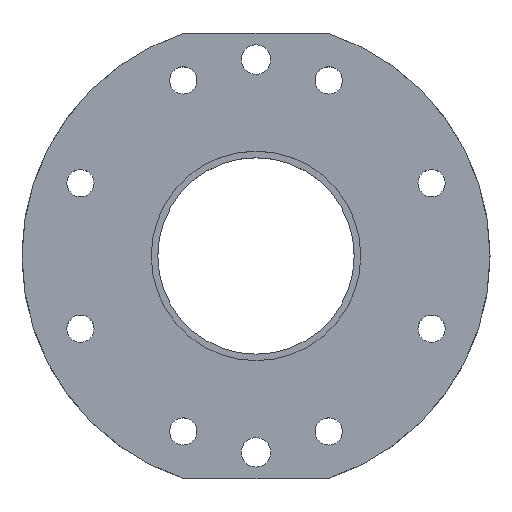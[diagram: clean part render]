
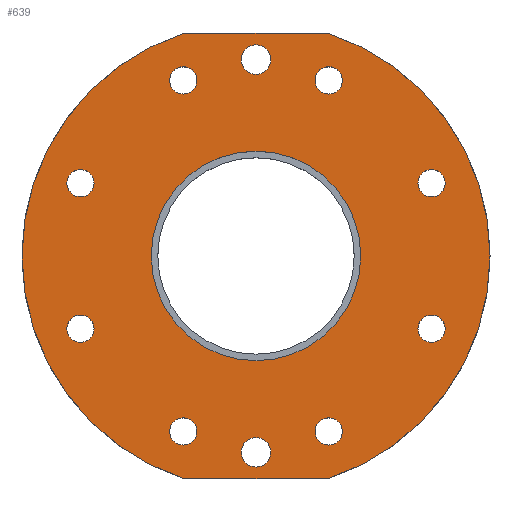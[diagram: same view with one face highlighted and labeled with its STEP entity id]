
A CAD part, top view. The second image highlights one B-rep face of the part: STEP entity #639.
In plain terms, the highlighted planar face has unit normal (0, 0, 1).
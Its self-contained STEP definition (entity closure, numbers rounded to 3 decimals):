
#75=CARTESIAN_POINT('POINT9',(-0.141,1.875,0.));
#76=VERTEX_POINT('VERTEX9',#75);
#85=CARTESIAN_POINT('POINT11',(0.141,1.875,0.));
#86=VERTEX_POINT('VERTEX11',#85);
#87=CARTESIAN_POINT('POS8',(0.,1.875,0.));
#88=DIRECTION('DIR14',(0.,0.,-1.));
#89=DIRECTION('DIR15',(1.,0.,0.));
#90=AXIS2_PLACEMENT_3D('AXIS7',#87,#88,#89);
#91=CIRCLE('ELLIPSE5',#90,0.141);
#92=EDGE_CURVE('EDGE10',#86,#76,#91,.T.);
#121=EDGE_CURVE('EDGE14',#76,#86,#91,.T.);
#126=CARTESIAN_POINT('POINT13',(-0.141,-1.875,0.));
#127=VERTEX_POINT('VERTEX13',#126);
#136=CARTESIAN_POINT('POINT15',(0.141,-1.875,0.));
#137=VERTEX_POINT('VERTEX15',#136);
#138=CARTESIAN_POINT('POS13',(0.,-1.875,0.));
#139=DIRECTION('DIR22',(0.,0.,-1.));
#140=DIRECTION('DIR23',(1.,0.,0.));
#141=AXIS2_PLACEMENT_3D('AXIS10',#138,#139,#140);
#142=CIRCLE('ELLIPSE7',#141,0.141);
#143=EDGE_CURVE('EDGE16',#137,#127,#142,.T.);
#172=EDGE_CURVE('EDGE20',#127,#137,#142,.T.);
#177=CARTESIAN_POINT('POINT17',(-1.,0.,0.
   ));
#178=VERTEX_POINT('VERTEX17',#177);
#187=CARTESIAN_POINT('POINT19',(1.,0.,0.));
#188=VERTEX_POINT('VERTEX19',#187);
#189=CARTESIAN_POINT('POS18',(0.,0.,0.));
#190=DIRECTION('DIR30',(0.,0.,1.));
#191=DIRECTION('DIR31',(1.,0.,0.));
#192=AXIS2_PLACEMENT_3D('AXIS13',#189,#190,#191);
#193=CIRCLE('ELLIPSE9',#192,1.);
#194=EDGE_CURVE('EDGE22',#178,#188,#193,.T.);
#223=EDGE_CURVE('EDGE26',#188,#178,#193,.T.);
#458=ORIENTED_EDGE('COEDGE77',*,*,#223,.F.);
#459=ORIENTED_EDGE('COEDGE78',*,*,#194,.F.);
#460=EDGE_LOOP('NONE',(#458,#459));
#461=FACE_BOUND('LOOP1',#460,.T.);
#462=CARTESIAN_POINT('POINT35',(0.564,
   -1.676,0.));
#463=VERTEX_POINT('VERTEX35',#462);
#464=CARTESIAN_POINT('POINT36',(0.824,
   -1.676,0.));
#465=VERTEX_POINT('VERTEX36',#464);
#466=CARTESIAN_POINT('POS43',(0.694,
   -1.676,0.));
#467=DIRECTION('DIR71',(0.,0.,-1.));
#468=DIRECTION('DIR72',(1.,0.,0.));
#469=AXIS2_PLACEMENT_3D('AXIS29',#466,#467,#468);
#470=CIRCLE('ELLIPSE18',#469,0.13);
#471=EDGE_CURVE('EDGE49',#463,#465,#470,.T.);
#472=ORIENTED_EDGE('COEDGE79',*,*,#471,.T.);
#473=EDGE_CURVE('EDGE50',#465,#463,#470,.T.);
#474=ORIENTED_EDGE('COEDGE80',*,*,#473,.T.);
#475=EDGE_LOOP('NONE',(#472,#474));
#476=FACE_BOUND('LOOP1',#475,.T.);
#477=CARTESIAN_POINT('POINT37',(-0.824,
   -1.676,0.));
#478=VERTEX_POINT('VERTEX37',#477);
#479=CARTESIAN_POINT('POINT38',(-0.564,
   -1.676,0.));
#480=VERTEX_POINT('VERTEX38',#479);
#481=CARTESIAN_POINT('POS44',(-0.694,
   -1.676,0.));
#482=DIRECTION('DIR73',(0.,0.,-1.));
#483=DIRECTION('DIR74',(1.,0.,0.));
#484=AXIS2_PLACEMENT_3D('AXIS30',#481,#482,#483);
#485=CIRCLE('ELLIPSE19',#484,0.13);
#486=EDGE_CURVE('EDGE51',#478,#480,#485,.T.);
#487=ORIENTED_EDGE('COEDGE81',*,*,#486,.T.);
#488=EDGE_CURVE('EDGE52',#480,#478,#485,.T.);
#489=ORIENTED_EDGE('COEDGE82',*,*,#488,.T.);
#490=EDGE_LOOP('NONE',(#487,#489));
#491=FACE_BOUND('LOOP1',#490,.T.);
#492=CARTESIAN_POINT('POINT39',(-1.806,
   -0.694,0.));
#493=VERTEX_POINT('VERTEX39',#492);
#494=CARTESIAN_POINT('POINT40',(-1.546,
   -0.694,0.));
#495=VERTEX_POINT('VERTEX40',#494);
#496=CARTESIAN_POINT('POS45',(-1.676,
   -0.694,0.));
#497=DIRECTION('DIR75',(0.,0.,-1.));
#498=DIRECTION('DIR76',(1.,0.,0.));
#499=AXIS2_PLACEMENT_3D('AXIS31',#496,#497,#498);
#500=CIRCLE('ELLIPSE20',#499,0.13);
#501=EDGE_CURVE('EDGE53',#493,#495,#500,.T.);
#502=ORIENTED_EDGE('COEDGE83',*,*,#501,.T.);
#503=EDGE_CURVE('EDGE54',#495,#493,#500,.T.);
#504=ORIENTED_EDGE('COEDGE84',*,*,#503,.T.);
#505=EDGE_LOOP('NONE',(#502,#504));
#506=FACE_BOUND('LOOP1',#505,.T.);
#507=CARTESIAN_POINT('POINT41',(-1.806,
   0.694,0.));
#508=VERTEX_POINT('VERTEX41',#507);
#509=CARTESIAN_POINT('POINT42',(-1.546,
   0.694,0.));
#510=VERTEX_POINT('VERTEX42',#509);
#511=CARTESIAN_POINT('POS46',(-1.676,
   0.694,0.));
#512=DIRECTION('DIR77',(0.,0.,-1.));
#513=DIRECTION('DIR78',(1.,0.,0.));
#514=AXIS2_PLACEMENT_3D('AXIS32',#511,#512,#513);
#515=CIRCLE('ELLIPSE21',#514,0.13);
#516=EDGE_CURVE('EDGE55',#508,#510,#515,.T.);
#517=ORIENTED_EDGE('COEDGE85',*,*,#516,.T.);
#518=EDGE_CURVE('EDGE56',#510,#508,#515,.T.);
#519=ORIENTED_EDGE('COEDGE86',*,*,#518,.T.);
#520=EDGE_LOOP('NONE',(#517,#519));
#521=FACE_BOUND('LOOP1',#520,.T.);
#522=CARTESIAN_POINT('POINT43',(-0.824,
   1.676,0.));
#523=VERTEX_POINT('VERTEX43',#522);
#524=CARTESIAN_POINT('POINT44',(-0.564,
   1.676,0.));
#525=VERTEX_POINT('VERTEX44',#524);
#526=CARTESIAN_POINT('POS47',(-0.694,
   1.676,0.));
#527=DIRECTION('DIR79',(0.,0.,-1.));
#528=DIRECTION('DIR80',(1.,0.,0.));
#529=AXIS2_PLACEMENT_3D('AXIS33',#526,#527,#528);
#530=CIRCLE('ELLIPSE22',#529,0.13);
#531=EDGE_CURVE('EDGE57',#523,#525,#530,.T.);
#532=ORIENTED_EDGE('COEDGE87',*,*,#531,.T.);
#533=EDGE_CURVE('EDGE58',#525,#523,#530,.T.);
#534=ORIENTED_EDGE('COEDGE88',*,*,#533,.T.);
#535=EDGE_LOOP('NONE',(#532,#534));
#536=FACE_BOUND('LOOP1',#535,.T.);
#537=CARTESIAN_POINT('POINT45',(0.564,
   1.676,0.));
#538=VERTEX_POINT('VERTEX45',#537);
#539=CARTESIAN_POINT('POINT46',(0.824,
   1.676,0.));
#540=VERTEX_POINT('VERTEX46',#539);
#541=CARTESIAN_POINT('POS48',(0.694,
   1.676,0.));
#542=DIRECTION('DIR81',(0.,0.,-1.));
#543=DIRECTION('DIR82',(1.,0.,0.));
#544=AXIS2_PLACEMENT_3D('AXIS34',#541,#542,#543);
#545=CIRCLE('ELLIPSE23',#544,0.13);
#546=EDGE_CURVE('EDGE59',#538,#540,#545,.T.);
#547=ORIENTED_EDGE('COEDGE89',*,*,#546,.T.);
#548=EDGE_CURVE('EDGE60',#540,#538,#545,.T.);
#549=ORIENTED_EDGE('COEDGE90',*,*,#548,.T.);
#550=EDGE_LOOP('NONE',(#547,#549));
#551=FACE_BOUND('LOOP1',#550,.T.);
#552=CARTESIAN_POINT('POINT47',(1.546,
   0.694,0.));
#553=VERTEX_POINT('VERTEX47',#552);
#554=CARTESIAN_POINT('POINT48',(1.806,
   0.694,0.));
#555=VERTEX_POINT('VERTEX48',#554);
#556=CARTESIAN_POINT('POS49',(1.676,
   0.694,0.));
#557=DIRECTION('DIR83',(0.,0.,-1.));
#558=DIRECTION('DIR84',(1.,0.,0.));
#559=AXIS2_PLACEMENT_3D('AXIS35',#556,#557,#558);
#560=CIRCLE('ELLIPSE24',#559,0.13);
#561=EDGE_CURVE('EDGE61',#553,#555,#560,.T.);
#562=ORIENTED_EDGE('COEDGE91',*,*,#561,.T.);
#563=EDGE_CURVE('EDGE62',#555,#553,#560,.T.);
#564=ORIENTED_EDGE('COEDGE92',*,*,#563,.T.);
#565=EDGE_LOOP('NONE',(#562,#564));
#566=FACE_BOUND('LOOP1',#565,.T.);
#567=CARTESIAN_POINT('POINT49',(1.546,
   -0.694,0.));
#568=VERTEX_POINT('VERTEX49',#567);
#569=CARTESIAN_POINT('POINT50',(1.806,
   -0.694,0.));
#570=VERTEX_POINT('VERTEX50',#569);
#571=CARTESIAN_POINT('POS50',(1.676,
   -0.694,0.));
#572=DIRECTION('DIR85',(0.,0.,-1.));
#573=DIRECTION('DIR86',(1.,0.,0.));
#574=AXIS2_PLACEMENT_3D('AXIS36',#571,#572,#573);
#575=CIRCLE('ELLIPSE25',#574,0.13);
#576=EDGE_CURVE('EDGE63',#568,#570,#575,.T.);
#577=ORIENTED_EDGE('COEDGE93',*,*,#576,.T.);
#578=EDGE_CURVE('EDGE64',#570,#568,#575,.T.);
#579=ORIENTED_EDGE('COEDGE94',*,*,#578,.T.);
#580=EDGE_LOOP('NONE',(#577,#579));
#581=FACE_BOUND('LOOP1',#580,.T.);
#582=CARTESIAN_POINT('POINT51',(-0.689,-2.125,
   0.));
#583=VERTEX_POINT('VERTEX51',#582);
#584=CARTESIAN_POINT('POINT52',(0.689,-2.125,0.
   ));
#585=VERTEX_POINT('VERTEX52',#584);
#586=CARTESIAN_POINT('POS51',(0.689,-2.125,0.))
   ;
#587=DIRECTION('DIR87',(1.,0.,0.));
#588=VECTOR('VEC15',#587,1.);
#589=LINE('STRAIGHT15',#586,#588);
#590=EDGE_CURVE('EDGE65',#583,#585,#589,.T.);
#591=ORIENTED_EDGE('COEDGE95',*,*,#590,.T.);
#592=CARTESIAN_POINT('POINT53',(2.234,0.,
   0.));
#593=VERTEX_POINT('VERTEX53',#592);
#594=CARTESIAN_POINT('POS52',(0.,0.,0.));
#595=DIRECTION('DIR88',(0.,0.,-1.));
#596=DIRECTION('DIR89',(0.309,-0.951,
   0.));
#597=AXIS2_PLACEMENT_3D('AXIS37',#594,#595,#596);
#598=CIRCLE('ELLIPSE26',#597,2.234);
#599=EDGE_CURVE('EDGE66',#593,#585,#598,.T.);
#600=ORIENTED_EDGE('COEDGE96',*,*,#599,.F.);
#601=CARTESIAN_POINT('POINT54',(0.689,2.125,
   0.));
#602=VERTEX_POINT('VERTEX54',#601);
#603=EDGE_CURVE('EDGE67',#602,#593,#598,.T.);
#604=ORIENTED_EDGE('COEDGE97',*,*,#603,.F.);
#605=CARTESIAN_POINT('POINT55',(-0.689,2.125,
   0.));
#606=VERTEX_POINT('VERTEX55',#605);
#607=CARTESIAN_POINT('POS53',(-0.689,2.125,0.
   ));
#608=DIRECTION('DIR90',(-1.,0.,0.));
#609=VECTOR('VEC16',#608,1.);
#610=LINE('STRAIGHT16',#607,#609);
#611=EDGE_CURVE('EDGE68',#602,#606,#610,.T.);
#612=ORIENTED_EDGE('COEDGE98',*,*,#611,.T.);
#613=CARTESIAN_POINT('POINT56',(-2.234,0.,
   0.));
#614=VERTEX_POINT('VERTEX56',#613);
#615=CARTESIAN_POINT('POS54',(0.,0.,0.));
#616=DIRECTION('DIR91',(0.,0.,-1.));
#617=DIRECTION('DIR92',(-0.309,0.951,
   0.));
#618=AXIS2_PLACEMENT_3D('AXIS38',#615,#616,#617);
#619=CIRCLE('ELLIPSE27',#618,2.234);
#620=EDGE_CURVE('EDGE69',#614,#606,#619,.T.);
#621=ORIENTED_EDGE('COEDGE99',*,*,#620,.F.);
#622=EDGE_CURVE('EDGE70',#583,#614,#619,.T.);
#623=ORIENTED_EDGE('COEDGE100',*,*,#622,.F.);
#624=EDGE_LOOP('NONE',(#591,#600,#604,#612,#621,#623));
#625=FACE_BOUND('LOOP1',#624,.T.);
#626=ORIENTED_EDGE('COEDGE101',*,*,#172,.T.);
#627=ORIENTED_EDGE('COEDGE102',*,*,#143,.T.);
#628=EDGE_LOOP('NONE',(#626,#627));
#629=FACE_BOUND('LOOP1',#628,.T.);
#630=ORIENTED_EDGE('COEDGE103',*,*,#121,.T.);
#631=ORIENTED_EDGE('COEDGE104',*,*,#92,.T.);
#632=EDGE_LOOP('NONE',(#630,#631));
#633=FACE_BOUND('LOOP1',#632,.T.);
#634=CARTESIAN_POINT('POS55',(0.,0.,0.));
#635=DIRECTION('DIR93',(0.,0.,1.));
#636=DIRECTION('DIR94',(1.,0.,0.));
#637=AXIS2_PLACEMENT_3D('AXIS39',#634,#635,#636);
#638=PLANE('PLANE5',#637);
#639=ADVANCED_FACE('FACE22',(#461,#476,#491,#506,#521,#536,#551,#566,
   #581,#625,#629,#633),#638,.T.);
